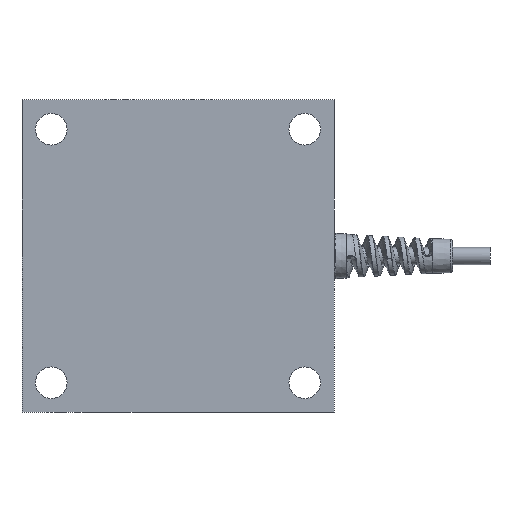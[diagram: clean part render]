
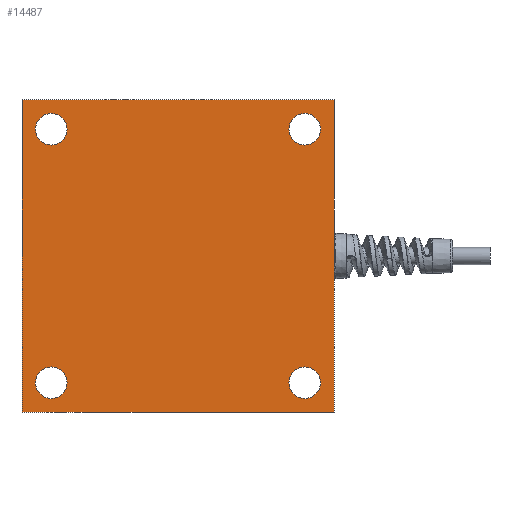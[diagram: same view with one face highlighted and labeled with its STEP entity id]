
A CAD part, front view. The second image highlights one B-rep face of the part: STEP entity #14487.
In plain terms, the highlighted planar face has unit normal (0, -1, 0).
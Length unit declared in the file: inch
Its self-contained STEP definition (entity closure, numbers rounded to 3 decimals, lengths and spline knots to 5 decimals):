
#819 = PLANE ( 'NONE',  #6871 ) ;
#899 = LINE ( 'NONE', #61647, #43311 ) ;
#979 = EDGE_CURVE ( 'NONE', #78933, #10767, #35738, .T. ) ;
#1688 = FACE_BOUND ( 'NONE', #40245, .T. ) ;
#2144 = AXIS2_PLACEMENT_3D ( 'NONE', #25051, #52264, #32196 ) ;
#3460 = VERTEX_POINT ( 'NONE', #39940 ) ;
#4678 = AXIS2_PLACEMENT_3D ( 'NONE', #54541, #81742, #53259 ) ;
#5034 = EDGE_LOOP ( 'NONE', ( #21298, #81085, #17558, #29408 ) ) ;
#5273 = DIRECTION ( 'NONE',  ( 0., 0., 1. ) ) ;
#6010 = VERTEX_POINT ( 'NONE', #6903 ) ;
#6176 = VERTEX_POINT ( 'NONE', #24297 ) ;
#6871 = AXIS2_PLACEMENT_3D ( 'NONE', #83360, #49508, #15572 ) ;
#6903 = CARTESIAN_POINT ( 'NONE',  ( 1.625, -0.88, -1.82813 ) ) ;
#7390 = CARTESIAN_POINT ( 'NONE',  ( 1.625, -0.88, 1.82812 ) ) ;
#7455 = VERTEX_POINT ( 'NONE', #80222 ) ;
#9362 = CARTESIAN_POINT ( 'NONE',  ( -2., -0.88, 2. ) ) ;
#9922 = CIRCLE ( 'NONE', #48481, 0.20313 ) ;
#10177 = CARTESIAN_POINT ( 'NONE',  ( -2., -0.88, 2. ) ) ;
#10767 = VERTEX_POINT ( 'NONE', #10177 ) ;
#11731 = DIRECTION ( 'NONE',  ( 0., 0., 1. ) ) ;
#11950 = DIRECTION ( 'NONE',  ( 0., 0., -1. ) ) ;
#14110 = EDGE_CURVE ( 'NONE', #7455, #35496, #29646, .T. ) ;
#14487 = ADVANCED_FACE ( 'NONE', ( #62866, #1688, #22247, #82932, #20508 ), #819, .T. ) ;
#15572 = DIRECTION ( 'NONE',  ( 0., 0., -1. ) ) ;
#15964 = DIRECTION ( 'NONE',  ( 0., 0., 1. ) ) ;
#17442 = EDGE_CURVE ( 'NONE', #83000, #6010, #43242, .T. ) ;
#17558 = ORIENTED_EDGE ( 'NONE', *, *, #32733, .T. ) ;
#18253 = DIRECTION ( 'NONE',  ( 0., 1., 0. ) ) ;
#18401 = CARTESIAN_POINT ( 'NONE',  ( -1.625, -0.88, -1.625 ) ) ;
#18771 = LINE ( 'NONE', #87466, #46286 ) ;
#19211 = DIRECTION ( 'NONE',  ( 0., 0., 1. ) ) ;
#20508 = FACE_OUTER_BOUND ( 'NONE', #5034, .T. ) ;
#21298 = ORIENTED_EDGE ( 'NONE', *, *, #46980, .T. ) ;
#21882 = ORIENTED_EDGE ( 'NONE', *, *, #17442, .T. ) ;
#22247 = FACE_BOUND ( 'NONE', #85993, .T. ) ;
#24191 = DIRECTION ( 'NONE',  ( 0., 0., 1. ) ) ;
#24204 = CARTESIAN_POINT ( 'NONE',  ( 1.625, -0.88, -1.42188 ) ) ;
#24297 = CARTESIAN_POINT ( 'NONE',  ( 1.625, -0.88, 1.42187 ) ) ;
#24924 = CARTESIAN_POINT ( 'NONE',  ( -2., -0.88, 2. ) ) ;
#24998 = CARTESIAN_POINT ( 'NONE',  ( -1.625, -0.88, 1.625 ) ) ;
#25051 = CARTESIAN_POINT ( 'NONE',  ( -1.625, -0.88, -1.625 ) ) ;
#25857 = DIRECTION ( 'NONE',  ( 0., 1., 0. ) ) ;
#26189 = VERTEX_POINT ( 'NONE', #70102 ) ;
#26196 = CIRCLE ( 'NONE', #31867, 0.20313 ) ;
#26446 = CIRCLE ( 'NONE', #2144, 0.20313 ) ;
#28221 = DIRECTION ( 'NONE',  ( 1., 0., 0. ) ) ;
#28335 = EDGE_CURVE ( 'NONE', #6176, #43525, #30441, .T. ) ;
#28542 = DIRECTION ( 'NONE',  ( 0., 1., 0. ) ) ;
#29408 = ORIENTED_EDGE ( 'NONE', *, *, #30119, .T. ) ;
#29646 = CIRCLE ( 'NONE', #49572, 0.20313 ) ;
#29958 = DIRECTION ( 'NONE',  ( -1., 0., 0. ) ) ;
#30119 = EDGE_CURVE ( 'NONE', #46152, #3460, #899, .T. ) ;
#30441 = CIRCLE ( 'NONE', #80263, 0.20313 ) ;
#30900 = DIRECTION ( 'NONE',  ( 0., 1., 0. ) ) ;
#31867 = AXIS2_PLACEMENT_3D ( 'NONE', #42758, #28542, #15964 ) ;
#32073 = CARTESIAN_POINT ( 'NONE',  ( -2., -0.88, -2. ) ) ;
#32196 = DIRECTION ( 'NONE',  ( 0., 0., 1. ) ) ;
#32733 = EDGE_CURVE ( 'NONE', #10767, #46152, #39602, .T. ) ;
#32840 = ORIENTED_EDGE ( 'NONE', *, *, #50517, .T. ) ;
#35496 = VERTEX_POINT ( 'NONE', #83170 ) ;
#35738 = LINE ( 'NONE', #9362, #84035 ) ;
#39602 = LINE ( 'NONE', #24924, #69456 ) ;
#39855 = ORIENTED_EDGE ( 'NONE', *, *, #75797, .T. ) ;
#39940 = CARTESIAN_POINT ( 'NONE',  ( 2., -0.88, -2. ) ) ;
#40144 = CARTESIAN_POINT ( 'NONE',  ( 2., -0.88, 2. ) ) ;
#40245 = EDGE_LOOP ( 'NONE', ( #21882, #65227 ) ) ;
#40946 = EDGE_LOOP ( 'NONE', ( #39855, #54234 ) ) ;
#42758 = CARTESIAN_POINT ( 'NONE',  ( 1.625, -0.88, 1.625 ) ) ;
#43242 = CIRCLE ( 'NONE', #4678, 0.20313 ) ;
#43311 = VECTOR ( 'NONE', #28221, 39.37008 ) ;
#43525 = VERTEX_POINT ( 'NONE', #7390 ) ;
#44617 = CARTESIAN_POINT ( 'NONE',  ( -1.625, -0.88, 1.625 ) ) ;
#46152 = VERTEX_POINT ( 'NONE', #32073 ) ;
#46286 = VECTOR ( 'NONE', #19211, 39.37008 ) ;
#46980 = EDGE_CURVE ( 'NONE', #3460, #78933, #18771, .T. ) ;
#47746 = ORIENTED_EDGE ( 'NONE', *, *, #77985, .T. ) ;
#47971 = DIRECTION ( 'NONE',  ( 0., 1., 0. ) ) ;
#48481 = AXIS2_PLACEMENT_3D ( 'NONE', #44617, #25857, #59266 ) ;
#49508 = DIRECTION ( 'NONE',  ( 0., -1., 0. ) ) ;
#49572 = AXIS2_PLACEMENT_3D ( 'NONE', #18401, #72885, #11731 ) ;
#49729 = CIRCLE ( 'NONE', #68249, 0.20313 ) ;
#50517 = EDGE_CURVE ( 'NONE', #43525, #6176, #26196, .T. ) ;
#50927 = CIRCLE ( 'NONE', #59494, 0.20313 ) ;
#52264 = DIRECTION ( 'NONE',  ( 0., 1., 0. ) ) ;
#53259 = DIRECTION ( 'NONE',  ( 0., 0., 1. ) ) ;
#54226 = VERTEX_POINT ( 'NONE', #67419 ) ;
#54234 = ORIENTED_EDGE ( 'NONE', *, *, #14110, .T. ) ;
#54541 = CARTESIAN_POINT ( 'NONE',  ( 1.625, -0.88, -1.625 ) ) ;
#58236 = EDGE_CURVE ( 'NONE', #26189, #54226, #9922, .T. ) ;
#59266 = DIRECTION ( 'NONE',  ( 0., 0., 1. ) ) ;
#59494 = AXIS2_PLACEMENT_3D ( 'NONE', #24998, #18253, #5273 ) ;
#59985 = DIRECTION ( 'NONE',  ( 0., 0., 1. ) ) ;
#60875 = CARTESIAN_POINT ( 'NONE',  ( 1.625, -0.88, 1.625 ) ) ;
#61647 = CARTESIAN_POINT ( 'NONE',  ( -2., -0.88, -2. ) ) ;
#62866 = FACE_BOUND ( 'NONE', #40946, .T. ) ;
#65227 = ORIENTED_EDGE ( 'NONE', *, *, #80570, .T. ) ;
#67419 = CARTESIAN_POINT ( 'NONE',  ( -1.625, -0.88, 1.42187 ) ) ;
#68249 = AXIS2_PLACEMENT_3D ( 'NONE', #85271, #30900, #24191 ) ;
#69456 = VECTOR ( 'NONE', #11950, 39.37008 ) ;
#70102 = CARTESIAN_POINT ( 'NONE',  ( -1.625, -0.88, 1.82812 ) ) ;
#70961 = ORIENTED_EDGE ( 'NONE', *, *, #58236, .T. ) ;
#72885 = DIRECTION ( 'NONE',  ( 0., 1., 0. ) ) ;
#75797 = EDGE_CURVE ( 'NONE', #35496, #7455, #26446, .T. ) ;
#77985 = EDGE_CURVE ( 'NONE', #54226, #26189, #50927, .T. ) ;
#78816 = ORIENTED_EDGE ( 'NONE', *, *, #28335, .T. ) ;
#78933 = VERTEX_POINT ( 'NONE', #40144 ) ;
#80222 = CARTESIAN_POINT ( 'NONE',  ( -1.625, -0.88, -1.82813 ) ) ;
#80263 = AXIS2_PLACEMENT_3D ( 'NONE', #60875, #47971, #59985 ) ;
#80570 = EDGE_CURVE ( 'NONE', #6010, #83000, #49729, .T. ) ;
#80965 = EDGE_LOOP ( 'NONE', ( #70961, #47746 ) ) ;
#81085 = ORIENTED_EDGE ( 'NONE', *, *, #979, .T. ) ;
#81742 = DIRECTION ( 'NONE',  ( 0., 1., 0. ) ) ;
#82932 = FACE_BOUND ( 'NONE', #80965, .T. ) ;
#83000 = VERTEX_POINT ( 'NONE', #24204 ) ;
#83170 = CARTESIAN_POINT ( 'NONE',  ( -1.625, -0.88, -1.42188 ) ) ;
#83360 = CARTESIAN_POINT ( 'NONE',  ( 2., -0.88, -2. ) ) ;
#84035 = VECTOR ( 'NONE', #29958, 39.37008 ) ;
#85271 = CARTESIAN_POINT ( 'NONE',  ( 1.625, -0.88, -1.625 ) ) ;
#85993 = EDGE_LOOP ( 'NONE', ( #32840, #78816 ) ) ;
#87466 = CARTESIAN_POINT ( 'NONE',  ( 2., -0.88, 2. ) ) ;
